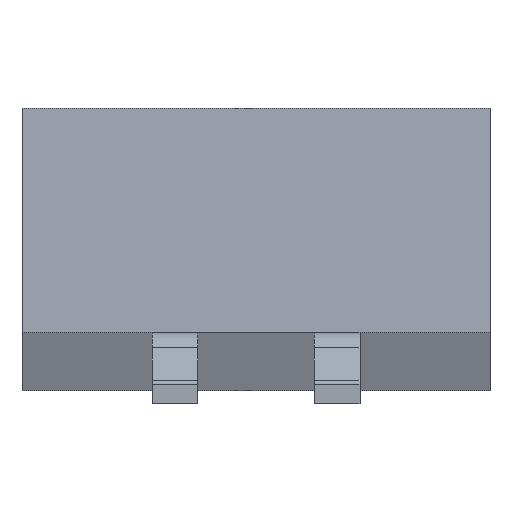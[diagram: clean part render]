
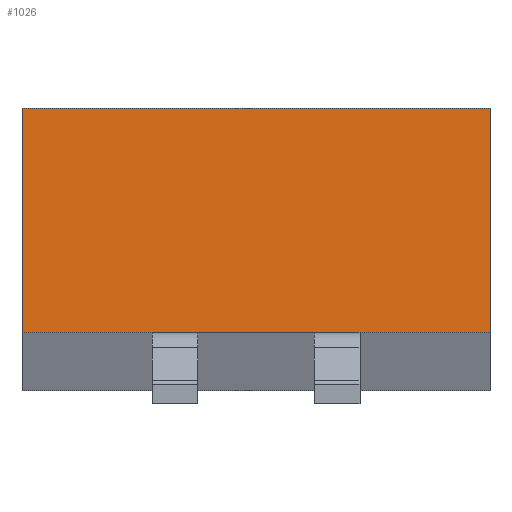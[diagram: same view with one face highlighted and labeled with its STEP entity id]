
A CAD part, front view. The second image highlights one B-rep face of the part: STEP entity #1026.
In plain terms, the highlighted planar face has unit normal (0, -0.999, 0.051).
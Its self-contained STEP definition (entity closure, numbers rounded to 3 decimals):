
#72=DIRECTION('',(0.,-0.051,-0.999));
#73=VECTOR('',#72,1.755);
#74=CARTESIAN_POINT('',(-1.829,-3.01,1.753));
#75=LINE('',#74,#73);
#96=DIRECTION('',(1.,0.,0.));
#97=VECTOR('',#96,0.356);
#98=CARTESIAN_POINT('',(-0.813,-3.099,0.));
#99=LINE('',#98,#97);
#100=DIRECTION('',(1.,0.,0.));
#101=VECTOR('',#100,3.658);
#102=CARTESIAN_POINT('',(-1.829,-3.01,1.753));
#103=LINE('',#102,#101);
#104=DIRECTION('',(1.,0.,0.));
#105=VECTOR('',#104,0.356);
#106=CARTESIAN_POINT('',(0.457,-3.099,0.));
#107=LINE('',#106,#105);
#216=DIRECTION('',(1.,0.,0.));
#217=VECTOR('',#216,0.914);
#218=CARTESIAN_POINT('',(-0.457,-3.099,0.));
#219=LINE('',#218,#217);
#232=DIRECTION('',(1.,0.,0.));
#233=VECTOR('',#232,1.016);
#234=CARTESIAN_POINT('',(0.813,-3.099,0.));
#235=LINE('',#234,#233);
#236=DIRECTION('',(1.,0.,0.));
#237=VECTOR('',#236,1.016);
#238=CARTESIAN_POINT('',(-1.829,-3.099,0.));
#239=LINE('',#238,#237);
#736=DIRECTION('',(0.,-0.051,-0.999));
#737=VECTOR('',#736,1.755);
#738=CARTESIAN_POINT('',(1.829,-3.01,1.753));
#739=LINE('',#738,#737);
#768=CARTESIAN_POINT('',(-1.829,-3.01,1.753));
#769=CARTESIAN_POINT('',(-1.829,-3.099,0.));
#770=VERTEX_POINT('',#768);
#771=VERTEX_POINT('',#769);
#780=CARTESIAN_POINT('',(1.829,-3.01,1.753));
#781=CARTESIAN_POINT('',(1.829,-3.099,0.));
#782=VERTEX_POINT('',#780);
#783=VERTEX_POINT('',#781);
#832=CARTESIAN_POINT('',(0.457,-3.099,0.));
#833=CARTESIAN_POINT('',(0.813,-3.099,0.));
#834=VERTEX_POINT('',#832);
#835=VERTEX_POINT('',#833);
#888=CARTESIAN_POINT('',(-0.813,-3.099,0.));
#889=CARTESIAN_POINT('',(-0.457,-3.099,0.));
#890=VERTEX_POINT('',#888);
#891=VERTEX_POINT('',#889);
#1004=CARTESIAN_POINT('',(-1.829,-3.01,1.753));
#1005=DIRECTION('',(0.,-0.999,0.051));
#1006=DIRECTION('',(0.,-0.051,-0.999));
#1007=AXIS2_PLACEMENT_3D('',#1004,#1005,#1006);
#1008=PLANE('',#1007);
#1010=ORIENTED_EDGE('',*,*,#1009,.F.);
#1012=ORIENTED_EDGE('',*,*,#1011,.F.);
#1013=ORIENTED_EDGE('',*,*,#989,.F.);
#1015=ORIENTED_EDGE('',*,*,#1014,.T.);
#1017=ORIENTED_EDGE('',*,*,#1016,.T.);
#1019=ORIENTED_EDGE('',*,*,#1018,.F.);
#1021=ORIENTED_EDGE('',*,*,#1020,.F.);
#1023=ORIENTED_EDGE('',*,*,#1022,.F.);
#1024=EDGE_LOOP('',(#1010,#1012,#1013,#1015,#1017,#1019,#1021,#1023));
#1025=FACE_OUTER_BOUND('',#1024,.F.);
#1026=ADVANCED_FACE('',(#1025),#1008,.T.);
#989=EDGE_CURVE('',#770,#771,#75,.T.);
#1009=EDGE_CURVE('',#890,#891,#99,.T.);
#1011=EDGE_CURVE('',#771,#890,#239,.T.);
#1014=EDGE_CURVE('',#770,#782,#103,.T.);
#1016=EDGE_CURVE('',#782,#783,#739,.T.);
#1018=EDGE_CURVE('',#835,#783,#235,.T.);
#1020=EDGE_CURVE('',#834,#835,#107,.T.);
#1022=EDGE_CURVE('',#891,#834,#219,.T.);
